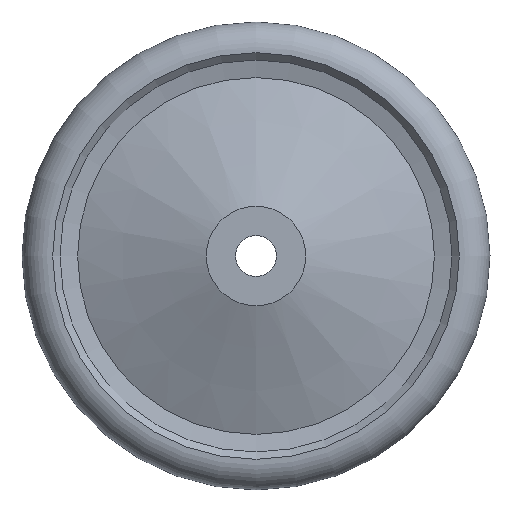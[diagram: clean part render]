
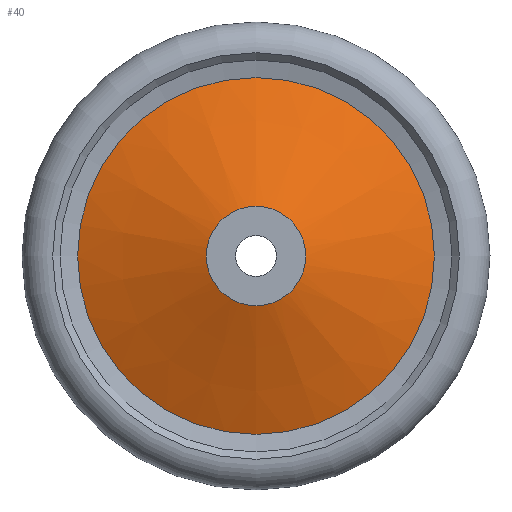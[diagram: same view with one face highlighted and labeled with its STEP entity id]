
A CAD part, left-side view. The second image highlights one B-rep face of the part: STEP entity #40.
In plain terms, the highlighted conical face has half-angle 69.216 degrees and reference radius 61 mm.
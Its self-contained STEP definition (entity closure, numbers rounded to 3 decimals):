
#40 = ADVANCED_FACE( '', ( #85, #86 ), #87, .T. );
#85 = FACE_BOUND( '', #141, .T. );
#86 = FACE_OUTER_BOUND( '', #142, .T. );
#87 = CONICAL_SURFACE( '', #143, 61., 1.208 );
#141 = EDGE_LOOP( '', ( #195 ) );
#142 = EDGE_LOOP( '', ( #196 ) );
#143 = AXIS2_PLACEMENT_3D( '', #197, #198, #199 );
#195 = ORIENTED_EDGE( '', *, *, #257, .F. );
#196 = ORIENTED_EDGE( '', *, *, #262, .T. );
#197 = CARTESIAN_POINT( '', ( 24.2, 0., 0. ) );
#198 = DIRECTION( '', ( 1., 0., 0. ) );
#199 = DIRECTION( '', ( 0., 0., -1. ) );
#257 = EDGE_CURVE( '', #283, #283, #284, .T. );
#262 = EDGE_CURVE( '', #291, #291, #292, .T. );
#283 = VERTEX_POINT( '', #319 );
#284 = CIRCLE( '', #320, 17. );
#291 = VERTEX_POINT( '', #327 );
#292 = CIRCLE( '', #328, 61. );
#319 = CARTESIAN_POINT( '', ( 7.5, 0., 17. ) );
#320 = AXIS2_PLACEMENT_3D( '', #355, #356, #357 );
#327 = CARTESIAN_POINT( '', ( 24.2, 0., 61. ) );
#328 = AXIS2_PLACEMENT_3D( '', #364, #365, #366 );
#355 = CARTESIAN_POINT( '', ( 7.5, 0., 0. ) );
#356 = DIRECTION( '', ( -1., 0., 0. ) );
#357 = DIRECTION( '', ( 0., 0., 1. ) );
#364 = CARTESIAN_POINT( '', ( 24.2, 0., 0. ) );
#365 = DIRECTION( '', ( -1., 0., 0. ) );
#366 = DIRECTION( '', ( 0., 0., 1. ) );
